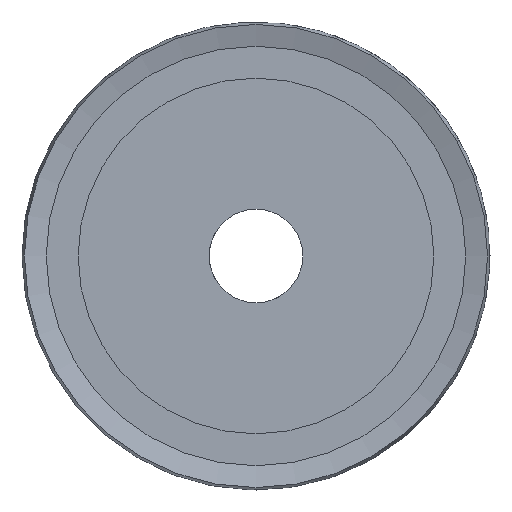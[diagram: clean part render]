
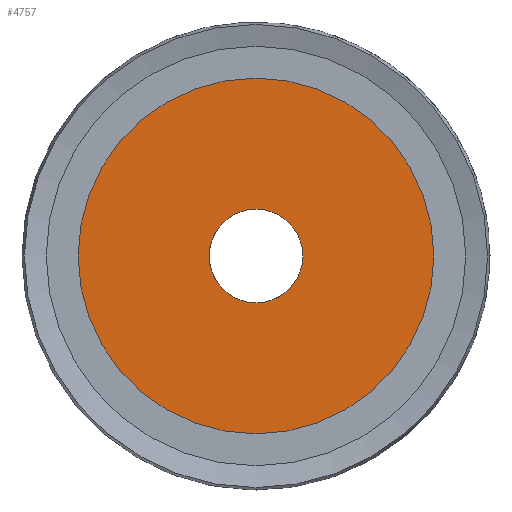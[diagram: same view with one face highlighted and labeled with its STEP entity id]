
A CAD part, left-side view. The second image highlights one B-rep face of the part: STEP entity #4757.
In plain terms, the highlighted planar face has unit normal (-1, 0, 0).
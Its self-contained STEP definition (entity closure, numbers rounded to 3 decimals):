
#44=PLANE('',#5220);
#876=ORIENTED_EDGE('',*,*,#2348,.F.);
#877=ORIENTED_EDGE('',*,*,#2114,.T.);
#2114=EDGE_CURVE('',#2858,#2858,#3294,.T.);
#2348=EDGE_CURVE('',#3076,#3076,#3403,.T.);
#2858=VERTEX_POINT('',#7788);
#3076=VERTEX_POINT('',#8383);
#3294=CIRCLE('',#5051,5.);
#3403=CIRCLE('',#5221,19.);
#3859=EDGE_LOOP('',(#876));
#3860=EDGE_LOOP('',(#877));
#4207=FACE_BOUND('',#3859,.T.);
#4208=FACE_BOUND('',#3860,.T.);
#4757=ADVANCED_FACE('',(#4207,#4208),#44,.F.);
#5051=AXIS2_PLACEMENT_3D('',#7787,#5887,#5888);
#5220=AXIS2_PLACEMENT_3D('',#8381,#6333,#6334);
#5221=AXIS2_PLACEMENT_3D('',#8382,#6335,#6336);
#5887=DIRECTION('',(1.,0.,0.));
#5888=DIRECTION('',(0.,0.,-1.));
#6333=DIRECTION('',(1.,0.,0.));
#6334=DIRECTION('',(0.,1.,0.));
#6335=DIRECTION('',(1.,0.,0.));
#6336=DIRECTION('',(0.,1.,0.));
#7787=CARTESIAN_POINT('',(0.,0.,0.));
#7788=CARTESIAN_POINT('',(0.,0.,-5.));
#8381=CARTESIAN_POINT('',(0.,0.,0.));
#8382=CARTESIAN_POINT('',(0.,0.,0.));
#8383=CARTESIAN_POINT('',(0.,19.,0.));
